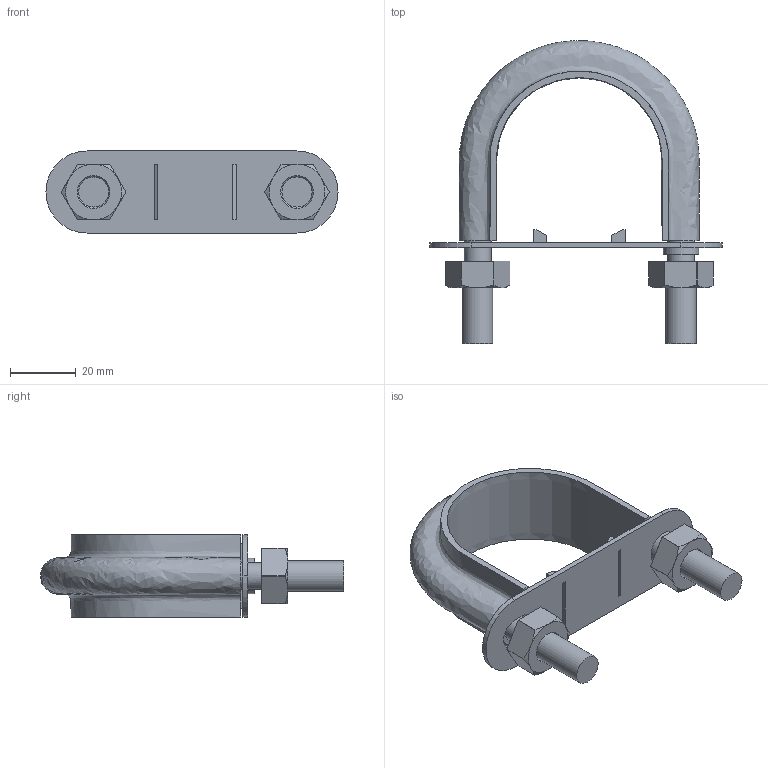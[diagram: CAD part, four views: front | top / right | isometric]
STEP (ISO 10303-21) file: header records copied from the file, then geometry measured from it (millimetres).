
FILE_DESCRIPTION( ( 'STEP AP203' ), '1' );
FILE_NAME( 'TP40.step', '2022-07-14T06:36:05', ( ' ' ), ( ' ' ), 'XStep 1.0', ' ', ' ' );
FILE_SCHEMA( ( 'CONFIG_CONTROL_DESIGN' ) );
Length unit declared in the file: millimetre
Products named in the file (5): 1; 2; 3; 4; 5
Bounding box: 89 x 92.35 x 25 mm (x, y, z)
Volume: 38240 mm3; surface area: 22059.6 mm2
Topology: 5 solids, 5 shells, 112 faces, 253 edges, 158 vertices
Faces by surface type: plane 67, cylinder 26, cone 16, bspline 2, extrusion 1
Full cylindrical faces by diameter (mm): 8.2 x2, 8.376 x2, 9.2 x2, 10 x1, 10.8 x1
Entity records: 4236 total; most frequent: CARTESIAN_POINT 1590, DIRECTION 501, ORIENTED_EDGE 476, EDGE_CURVE 238, AXIS2_PLACEMENT_3D 193, VERTEX_POINT 156, EDGE_LOOP 140, FACE_OUTER_BOUND 121
